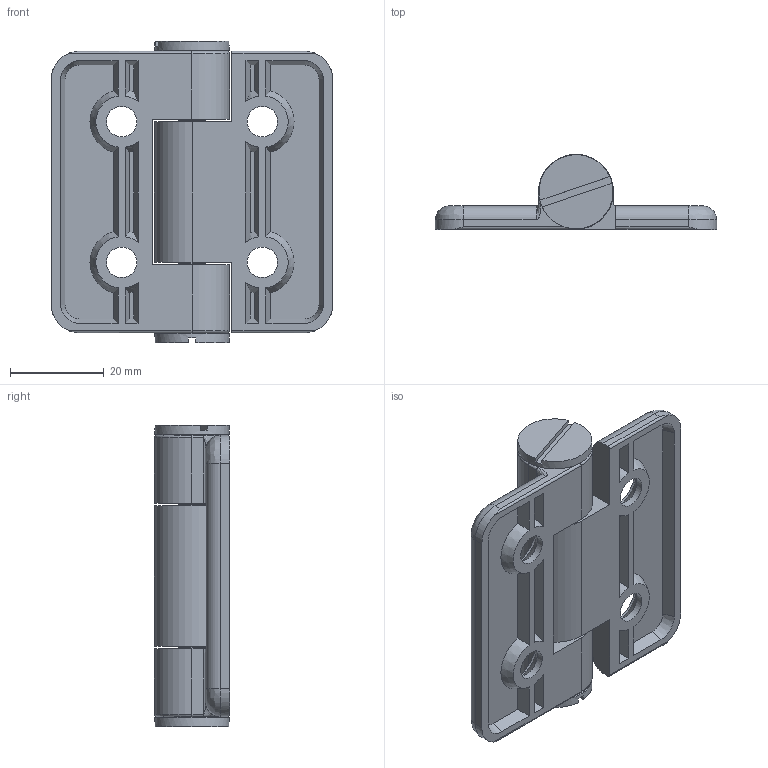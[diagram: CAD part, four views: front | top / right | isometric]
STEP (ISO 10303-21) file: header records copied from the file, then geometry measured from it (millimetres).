
FILE_DESCRIPTION(/* description */ (''),/* implementation_level */ '2;1');
FILE_NAME(/* name */ 'HSM6060.stp',/* time_stamp */ '2024-09-27T19:23:47+09:00',/* author */ ('user'),/* organization */ (''),/* preprocessor_version */ 'ST-DEVELOPER v15.6',/* originating_system */ 'Autodesk Inventor 2015',/* authorisation */ '');
FILE_SCHEMA (('AUTOMOTIVE_DESIGN { 1 0 10303 214 3 1 1 }'));
Length unit declared in the file: millimetre
Products named in the file (6): HSM6060-R; HSM6060-L; 핀; 자석; 캡; HSM6060
Bounding box: 60 x 16 x 64.2 mm (x, y, z)
Volume: 19328.7 mm3; surface area: 15852.1 mm2
Topology: 7 solids, 7 shells, 168 faces, 384 edges, 248 vertices
Faces by surface type: plane 84, cylinder 48, cone 28, bspline 6, torus 2
Full cylindrical faces by diameter (mm): 4 x3, 4.5 x1, 5.74 x2, 6.5 x6, 12.5 x6, 12.88 x2, 13.05 x2, 13.1 x2, 15.8 x2
Entity records: 4680 total; most frequent: CARTESIAN_POINT 1192, DIRECTION 724, ORIENTED_EDGE 630, EDGE_CURVE 315, AXIS2_PLACEMENT_3D 287, VERTEX_POINT 221, EDGE_LOOP 214, FACE_OUTER_BOUND 151
